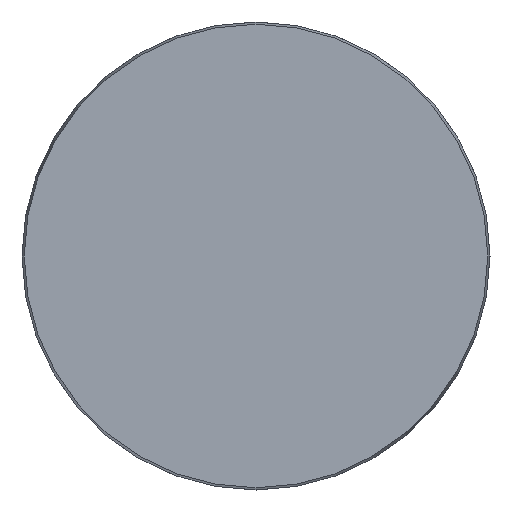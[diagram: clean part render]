
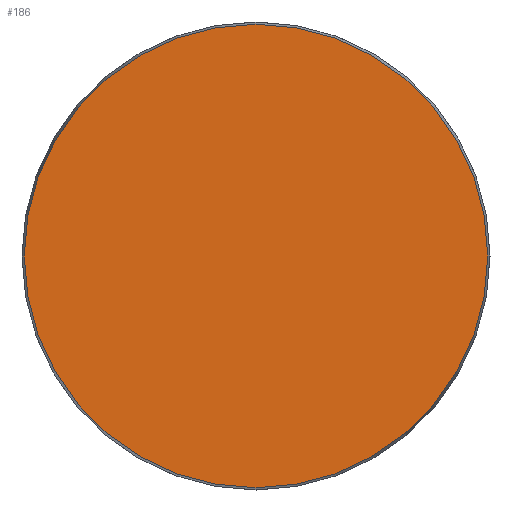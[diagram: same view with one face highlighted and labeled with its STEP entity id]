
A CAD part, front view. The second image highlights one B-rep face of the part: STEP entity #186.
In plain terms, the highlighted planar face has unit normal (0, -1, 0).
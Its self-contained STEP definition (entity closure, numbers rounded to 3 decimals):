
#12 = PLANE ( 'NONE',  #381 ) ;
#15 = DIRECTION ( 'NONE',  ( 0., 1., 0. ) ) ;
#50 = CARTESIAN_POINT ( 'NONE',  ( -58.425, 0., 0. ) ) ;
#186 = ADVANCED_FACE ( 'NONE', ( #305 ), #12, .F. ) ;
#187 = DIRECTION ( 'NONE',  ( 0., 0., 1. ) ) ;
#200 = DIRECTION ( 'NONE',  ( 0., -1., 0. ) ) ;
#228 = CIRCLE ( 'NONE', #348, 58.425 ) ;
#305 = FACE_OUTER_BOUND ( 'NONE', #323, .T. ) ;
#323 = EDGE_LOOP ( 'NONE', ( #417 ) ) ;
#348 = AXIS2_PLACEMENT_3D ( 'NONE', #451, #200, #492 ) ;
#381 = AXIS2_PLACEMENT_3D ( 'NONE', #50, #15, #187 ) ;
#417 = ORIENTED_EDGE ( 'NONE', *, *, #428, .T. ) ;
#428 = EDGE_CURVE ( 'NONE', #551, #551, #228, .T. ) ;
#451 = CARTESIAN_POINT ( 'NONE',  ( 0., 0., 0. ) ) ;
#492 = DIRECTION ( 'NONE',  ( 0., 0., -1. ) ) ;
#516 = CARTESIAN_POINT ( 'NONE',  ( 0., 0., -58.425 ) ) ;
#551 = VERTEX_POINT ( 'NONE', #516 ) ;
